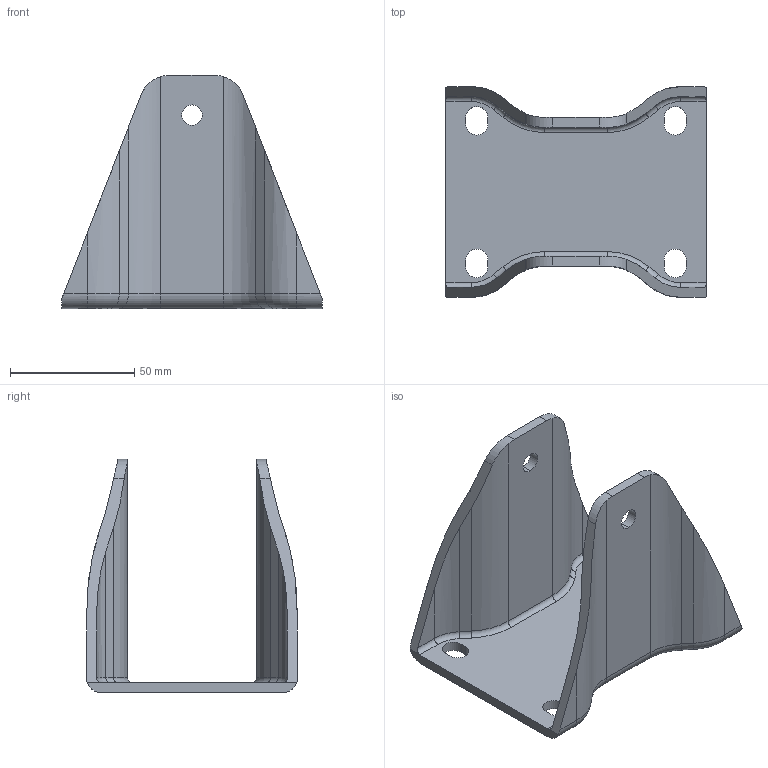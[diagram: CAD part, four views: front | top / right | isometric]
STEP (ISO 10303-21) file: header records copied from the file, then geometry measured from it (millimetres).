
FILE_DESCRIPTION (( 'STEP AP214' ), '1' );
FILE_NAME ('0015506BRL.step', '2023-02-15T14:23:53', ( '' ), ( '' ), 'SwSTEP 2.0', 'SolidWorks 2020', '' );
FILE_SCHEMA (( 'AUTOMOTIVE_DESIGN' ));
Length unit declared in the file: millimetre
Products named in the file (1): 0015506BRL
Bounding box: 105 x 85 x 94 mm (x, y, z)
Volume: 79943.4 mm3; surface area: 43714.8 mm2
Topology: 1 solids, 1 shells, 126 faces, 324 edges, 204 vertices
Faces by surface type: cylinder 60, plane 42, torus 24
Entity records: 3974 total; most frequent: CARTESIAN_POINT 827, DIRECTION 678, ORIENTED_EDGE 648, EDGE_CURVE 324, AXIS2_PLACEMENT_3D 259, VERTEX_POINT 204, VECTOR 160, LINE 160
